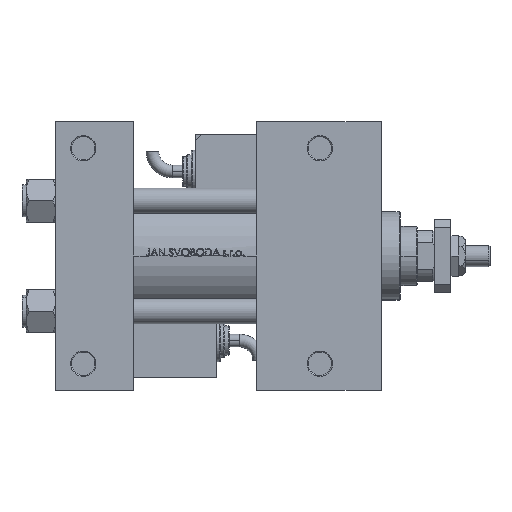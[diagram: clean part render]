
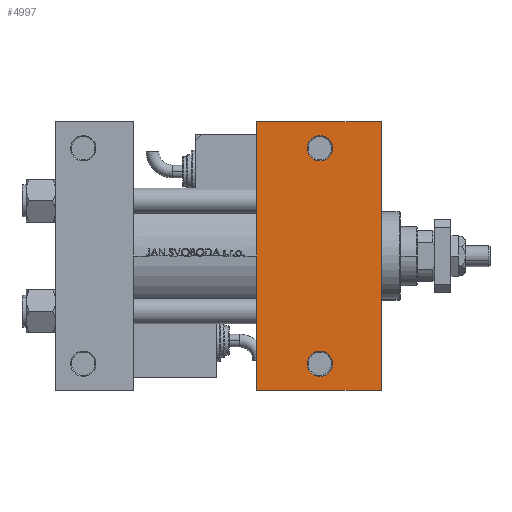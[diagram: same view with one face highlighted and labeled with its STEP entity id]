
A CAD part, front view. The second image highlights one B-rep face of the part: STEP entity #4997.
In plain terms, the highlighted face is planar.
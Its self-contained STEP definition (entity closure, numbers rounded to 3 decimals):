
#17 = EDGE_LOOP ( 'NONE', ( #7893, #12707 ) ) ;
#696 = VECTOR ( 'NONE', #45248, 1000. ) ;
#2224 = DIRECTION ( 'NONE',  ( -1., 0., 0. ) ) ;
#2342 = VERTEX_POINT ( 'NONE', #31811 ) ;
#3564 = LINE ( 'NONE', #28896, #9061 ) ;
#4623 = ORIENTED_EDGE ( 'NONE', *, *, #11362, .T. ) ;
#4725 = EDGE_CURVE ( 'NONE', #41009, #12510, #40427, .T. ) ;
#4997 = ADVANCED_FACE ( 'NONE', ( #32286, #12055, #20397 ), #36860, .T. ) ;
#7893 = ORIENTED_EDGE ( 'NONE', *, *, #48736, .T. ) ;
#8770 = CARTESIAN_POINT ( 'NONE',  ( 125., -51., -37.5 ) ) ;
#9061 = VECTOR ( 'NONE', #52325, 1000. ) ;
#9282 = CARTESIAN_POINT ( 'NONE',  ( 125., 51., -37.5 ) ) ;
#9688 = ORIENTED_EDGE ( 'NONE', *, *, #4725, .T. ) ;
#10170 = CIRCLE ( 'NONE', #23072, 5.999 ) ;
#10794 = ORIENTED_EDGE ( 'NONE', *, *, #45801, .F. ) ;
#11063 = CARTESIAN_POINT ( 'NONE',  ( 130.999, -51., -37.5 ) ) ;
#11362 = EDGE_CURVE ( 'NONE', #19471, #16741, #21634, .T. ) ;
#12055 = FACE_BOUND ( 'NONE', #21744, .T. ) ;
#12205 = CARTESIAN_POINT ( 'NONE',  ( 95., -63.5, -37.5 ) ) ;
#12510 = VERTEX_POINT ( 'NONE', #49984 ) ;
#12695 = CIRCLE ( 'NONE', #41092, 5.999 ) ;
#12707 = ORIENTED_EDGE ( 'NONE', *, *, #20972, .T. ) ;
#13376 = LINE ( 'NONE', #29572, #39797 ) ;
#13414 = VERTEX_POINT ( 'NONE', #48134 ) ;
#15448 = CARTESIAN_POINT ( 'NONE',  ( 119.001, 51., -37.5 ) ) ;
#16741 = VERTEX_POINT ( 'NONE', #17562 ) ;
#17562 = CARTESIAN_POINT ( 'NONE',  ( 119.001, -51., -37.5 ) ) ;
#19014 = CARTESIAN_POINT ( 'NONE',  ( 125., -51., -37.5 ) ) ;
#19471 = VERTEX_POINT ( 'NONE', #11063 ) ;
#20397 = FACE_OUTER_BOUND ( 'NONE', #31875, .T. ) ;
#20889 = DIRECTION ( 'NONE',  ( 0., 0., 1. ) ) ;
#20972 = EDGE_CURVE ( 'NONE', #13414, #38160, #12695, .T. ) ;
#21634 = CIRCLE ( 'NONE', #40554, 5.999 ) ;
#21643 = ORIENTED_EDGE ( 'NONE', *, *, #33299, .T. ) ;
#21744 = EDGE_LOOP ( 'NONE', ( #27987, #4623 ) ) ;
#22718 = CARTESIAN_POINT ( 'NONE',  ( 125., 51., -37.5 ) ) ;
#23072 = AXIS2_PLACEMENT_3D ( 'NONE', #8770, #26760, #39154 ) ;
#25748 = DIRECTION ( 'NONE',  ( -1., 0., 0. ) ) ;
#26760 = DIRECTION ( 'NONE',  ( 0., 0., 1. ) ) ;
#27987 = ORIENTED_EDGE ( 'NONE', *, *, #52058, .T. ) ;
#28507 = DIRECTION ( 'NONE',  ( -1., 0., 0. ) ) ;
#28660 = DIRECTION ( 'NONE',  ( -1., 0., 0. ) ) ;
#28769 = DIRECTION ( 'NONE',  ( 0., 0., -1. ) ) ;
#28896 = CARTESIAN_POINT ( 'NONE',  ( 95., 37.5, -37.5 ) ) ;
#28919 = EDGE_CURVE ( 'NONE', #2342, #30541, #40778, .T. ) ;
#29383 = VECTOR ( 'NONE', #28660, 1000. ) ;
#29572 = CARTESIAN_POINT ( 'NONE',  ( 154., 37.5, -37.5 ) ) ;
#30541 = VERTEX_POINT ( 'NONE', #38464 ) ;
#31811 = CARTESIAN_POINT ( 'NONE',  ( 154., -63.5, -37.5 ) ) ;
#31875 = EDGE_LOOP ( 'NONE', ( #10794, #9688, #21643, #34670 ) ) ;
#32286 = FACE_BOUND ( 'NONE', #17, .T. ) ;
#33299 = EDGE_CURVE ( 'NONE', #12510, #2342, #13376, .T. ) ;
#34670 = ORIENTED_EDGE ( 'NONE', *, *, #28919, .T. ) ;
#35011 = CARTESIAN_POINT ( 'NONE',  ( 95., 63.5, -37.5 ) ) ;
#35992 = AXIS2_PLACEMENT_3D ( 'NONE', #48680, #28769, #28507 ) ;
#36860 = PLANE ( 'NONE',  #35992 ) ;
#37208 = CARTESIAN_POINT ( 'NONE',  ( 95., 63.5, -37.5 ) ) ;
#38160 = VERTEX_POINT ( 'NONE', #15448 ) ;
#38464 = CARTESIAN_POINT ( 'NONE',  ( 95., -63.5, -37.5 ) ) ;
#39154 = DIRECTION ( 'NONE',  ( -1., 0., 0. ) ) ;
#39159 = DIRECTION ( 'NONE',  ( 0., 0., 1. ) ) ;
#39797 = VECTOR ( 'NONE', #45981, 1000. ) ;
#40427 = LINE ( 'NONE', #37208, #696 ) ;
#40554 = AXIS2_PLACEMENT_3D ( 'NONE', #19014, #47580, #44071 ) ;
#40778 = LINE ( 'NONE', #12205, #29383 ) ;
#41009 = VERTEX_POINT ( 'NONE', #35011 ) ;
#41092 = AXIS2_PLACEMENT_3D ( 'NONE', #9282, #20889, #25748 ) ;
#44071 = DIRECTION ( 'NONE',  ( -1., 0., 0. ) ) ;
#45248 = DIRECTION ( 'NONE',  ( 1., 0., 0. ) ) ;
#45320 = AXIS2_PLACEMENT_3D ( 'NONE', #22718, #39159, #2224 ) ;
#45801 = EDGE_CURVE ( 'NONE', #41009, #30541, #3564, .T. ) ;
#45981 = DIRECTION ( 'NONE',  ( 0., -1., 0. ) ) ;
#47580 = DIRECTION ( 'NONE',  ( 0., 0., 1. ) ) ;
#48134 = CARTESIAN_POINT ( 'NONE',  ( 130.999, 51., -37.5 ) ) ;
#48680 = CARTESIAN_POINT ( 'NONE',  ( 154., 37.5, -37.5 ) ) ;
#48736 = EDGE_CURVE ( 'NONE', #38160, #13414, #49630, .T. ) ;
#49630 = CIRCLE ( 'NONE', #45320, 5.999 ) ;
#49984 = CARTESIAN_POINT ( 'NONE',  ( 154., 63.5, -37.5 ) ) ;
#52058 = EDGE_CURVE ( 'NONE', #16741, #19471, #10170, .T. ) ;
#52325 = DIRECTION ( 'NONE',  ( 0., -1., 0. ) ) ;
